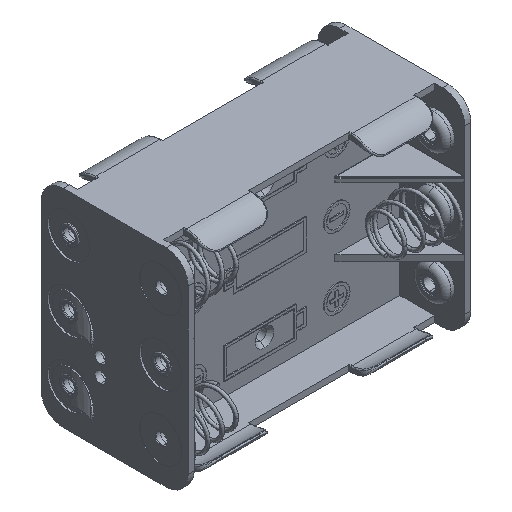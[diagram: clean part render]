
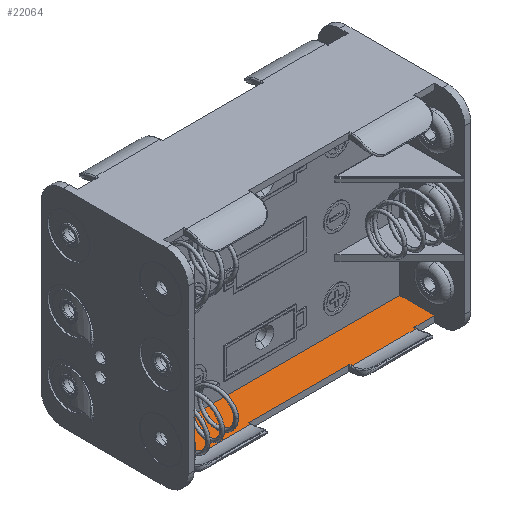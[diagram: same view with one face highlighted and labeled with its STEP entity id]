
A CAD part, isometric view. The second image highlights one B-rep face of the part: STEP entity #22064.
In plain terms, the highlighted planar face has unit normal (0, 0, 1).
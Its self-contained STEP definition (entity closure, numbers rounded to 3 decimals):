
#87 = CARTESIAN_POINT ( 'NONE',  ( -20.8, -8.235, -5.327 ) ) ;
#1293 = DIRECTION ( 'NONE',  ( -1., 0., 0. ) ) ;
#1400 = AXIS2_PLACEMENT_3D ( 'NONE', #18460, #30924, #18058 ) ;
#1448 = VECTOR ( 'NONE', #13255, 1000. ) ;
#2406 = LINE ( 'NONE', #2605, #32040 ) ;
#2605 = CARTESIAN_POINT ( 'NONE',  ( 0., -7.835, -5.327 ) ) ;
#2678 = VERTEX_POINT ( 'NONE', #36181 ) ;
#2752 = EDGE_CURVE ( 'NONE', #20819, #23587, #28653, .T. ) ;
#3174 = EDGE_CURVE ( 'NONE', #31129, #3695, #2406, .T. ) ;
#3441 = CARTESIAN_POINT ( 'NONE',  ( 20.8, -8.235, -5.327 ) ) ;
#3566 = LINE ( 'NONE', #15330, #18347 ) ;
#3607 = LINE ( 'NONE', #16235, #35216 ) ;
#3695 = VERTEX_POINT ( 'NONE', #18138 ) ;
#4148 = EDGE_CURVE ( 'NONE', #24568, #2678, #26048, .T. ) ;
#5085 = CARTESIAN_POINT ( 'NONE',  ( 9.2, -7.835, -5.327 ) ) ;
#5387 = VERTEX_POINT ( 'NONE', #32806 ) ;
#5778 = EDGE_CURVE ( 'NONE', #5387, #40059, #26947, .T. ) ;
#6058 = DIRECTION ( 'NONE',  ( -1., 0., 0. ) ) ;
#6088 = ORIENTED_EDGE ( 'NONE', *, *, #16494, .F. ) ;
#6319 = CARTESIAN_POINT ( 'NONE',  ( 24.55, -7.835, -5.327 ) ) ;
#6381 = VERTEX_POINT ( 'NONE', #19602 ) ;
#6993 = ORIENTED_EDGE ( 'NONE', *, *, #4148, .T. ) ;
#7066 = VERTEX_POINT ( 'NONE', #6319 ) ;
#7865 = DIRECTION ( 'NONE',  ( 0., -1., 0. ) ) ;
#8030 = ORIENTED_EDGE ( 'NONE', *, *, #18525, .T. ) ;
#8716 = DIRECTION ( 'NONE',  ( 0., 1., 0. ) ) ;
#8842 = CARTESIAN_POINT ( 'NONE',  ( -24.55, -7.835, -5.327 ) ) ;
#8972 = PLANE ( 'NONE',  #1400 ) ;
#9120 = EDGE_CURVE ( 'NONE', #6381, #3695, #3566, .T. ) ;
#9182 = EDGE_LOOP ( 'NONE', ( #23970, #9209, #38390, #6993, #22571, #8030, #28723, #26364, #38567, #32966, #6088, #31980 ) ) ;
#9209 = ORIENTED_EDGE ( 'NONE', *, *, #9354, .T. ) ;
#9354 = EDGE_CURVE ( 'NONE', #31129, #23249, #29753, .T. ) ;
#10115 = CARTESIAN_POINT ( 'NONE',  ( -24.55, -1.55, -5.327 ) ) ;
#10913 = CARTESIAN_POINT ( 'NONE',  ( 0., -1.55, -5.327 ) ) ;
#11926 = CARTESIAN_POINT ( 'NONE',  ( -24.55, -13.335, -5.327 ) ) ;
#13255 = DIRECTION ( 'NONE',  ( -1., 0., 0. ) ) ;
#14495 = LINE ( 'NONE', #16880, #18426 ) ;
#15181 = VECTOR ( 'NONE', #39342, 1000. ) ;
#15330 = CARTESIAN_POINT ( 'NONE',  ( -9.2, -7.835, -5.327 ) ) ;
#16139 = CARTESIAN_POINT ( 'NONE',  ( -20.8, -13.335, -5.327 ) ) ;
#16235 = CARTESIAN_POINT ( 'NONE',  ( 0., -7.835, -5.327 ) ) ;
#16494 = EDGE_CURVE ( 'NONE', #6381, #31324, #14495, .T. ) ;
#16880 = CARTESIAN_POINT ( 'NONE',  ( 0., -8.235, -5.327 ) ) ;
#17160 = EDGE_CURVE ( 'NONE', #7066, #2678, #3607, .T. ) ;
#18058 = DIRECTION ( 'NONE',  ( 1., 0., 0. ) ) ;
#18138 = CARTESIAN_POINT ( 'NONE',  ( -9.2, -7.835, -5.327 ) ) ;
#18280 = LINE ( 'NONE', #11926, #38559 ) ;
#18347 = VECTOR ( 'NONE', #8716, 1000. ) ;
#18426 = VECTOR ( 'NONE', #1293, 1000. ) ;
#18460 = CARTESIAN_POINT ( 'NONE',  ( 0., -13.335, -5.327 ) ) ;
#18525 = EDGE_CURVE ( 'NONE', #7066, #20819, #32168, .T. ) ;
#19387 = CARTESIAN_POINT ( 'NONE',  ( 24.55, -13.335, -5.327 ) ) ;
#19424 = DIRECTION ( 'NONE',  ( 0., -1., 0. ) ) ;
#19602 = CARTESIAN_POINT ( 'NONE',  ( -9.2, -8.235, -5.327 ) ) ;
#20819 = VERTEX_POINT ( 'NONE', #39256 ) ;
#21606 = EDGE_CURVE ( 'NONE', #40059, #23587, #18280, .T. ) ;
#21744 = CARTESIAN_POINT ( 'NONE',  ( 0., -7.835, -5.327 ) ) ;
#22064 = ADVANCED_FACE ( 'NONE', ( #34639 ), #8972, .F. ) ;
#22439 = DIRECTION ( 'NONE',  ( -1., 0., 0. ) ) ;
#22571 = ORIENTED_EDGE ( 'NONE', *, *, #17160, .F. ) ;
#22604 = VECTOR ( 'NONE', #19424, 1000. ) ;
#22750 = VECTOR ( 'NONE', #31866, 1000. ) ;
#23160 = VECTOR ( 'NONE', #23940, 1000. ) ;
#23249 = VERTEX_POINT ( 'NONE', #36109 ) ;
#23258 = EDGE_CURVE ( 'NONE', #24568, #23249, #26636, .T. ) ;
#23587 = VERTEX_POINT ( 'NONE', #10115 ) ;
#23720 = CARTESIAN_POINT ( 'NONE',  ( 9.2, -13.335, -5.327 ) ) ;
#23940 = DIRECTION ( 'NONE',  ( -1., 0., 0. ) ) ;
#23970 = ORIENTED_EDGE ( 'NONE', *, *, #3174, .F. ) ;
#24301 = EDGE_CURVE ( 'NONE', #5387, #31324, #34487, .T. ) ;
#24568 = VERTEX_POINT ( 'NONE', #3441 ) ;
#26048 = LINE ( 'NONE', #33041, #15181 ) ;
#26364 = ORIENTED_EDGE ( 'NONE', *, *, #21606, .F. ) ;
#26636 = LINE ( 'NONE', #37157, #23160 ) ;
#26947 = LINE ( 'NONE', #21744, #37310 ) ;
#28033 = DIRECTION ( 'NONE',  ( -1., 0., 0. ) ) ;
#28653 = LINE ( 'NONE', #10913, #1448 ) ;
#28723 = ORIENTED_EDGE ( 'NONE', *, *, #2752, .T. ) ;
#29753 = LINE ( 'NONE', #23720, #35176 ) ;
#30924 = DIRECTION ( 'NONE',  ( 0., 0., -1. ) ) ;
#31129 = VERTEX_POINT ( 'NONE', #5085 ) ;
#31324 = VERTEX_POINT ( 'NONE', #87 ) ;
#31866 = DIRECTION ( 'NONE',  ( 0., 1., 0. ) ) ;
#31980 = ORIENTED_EDGE ( 'NONE', *, *, #9120, .T. ) ;
#32040 = VECTOR ( 'NONE', #28033, 1000. ) ;
#32168 = LINE ( 'NONE', #19387, #22750 ) ;
#32806 = CARTESIAN_POINT ( 'NONE',  ( -20.8, -7.835, -5.327 ) ) ;
#32966 = ORIENTED_EDGE ( 'NONE', *, *, #24301, .T. ) ;
#33041 = CARTESIAN_POINT ( 'NONE',  ( 20.8, -7.835, -5.327 ) ) ;
#34487 = LINE ( 'NONE', #16139, #22604 ) ;
#34639 = FACE_OUTER_BOUND ( 'NONE', #9182, .T. ) ;
#35176 = VECTOR ( 'NONE', #7865, 1000. ) ;
#35216 = VECTOR ( 'NONE', #22439, 1000. ) ;
#36109 = CARTESIAN_POINT ( 'NONE',  ( 9.2, -8.235, -5.327 ) ) ;
#36181 = CARTESIAN_POINT ( 'NONE',  ( 20.8, -7.835, -5.327 ) ) ;
#37157 = CARTESIAN_POINT ( 'NONE',  ( 0., -8.235, -5.327 ) ) ;
#37310 = VECTOR ( 'NONE', #6058, 1000. ) ;
#37421 = DIRECTION ( 'NONE',  ( 0., 1., 0. ) ) ;
#38390 = ORIENTED_EDGE ( 'NONE', *, *, #23258, .F. ) ;
#38559 = VECTOR ( 'NONE', #37421, 1000. ) ;
#38567 = ORIENTED_EDGE ( 'NONE', *, *, #5778, .F. ) ;
#39256 = CARTESIAN_POINT ( 'NONE',  ( 24.55, -1.55, -5.327 ) ) ;
#39342 = DIRECTION ( 'NONE',  ( 0., 1., 0. ) ) ;
#40059 = VERTEX_POINT ( 'NONE', #8842 ) ;
